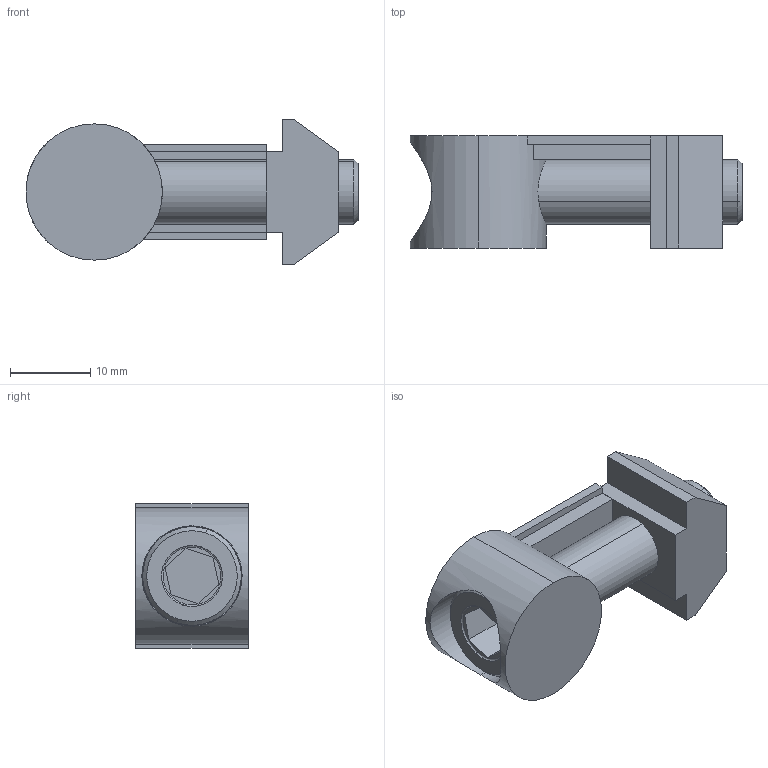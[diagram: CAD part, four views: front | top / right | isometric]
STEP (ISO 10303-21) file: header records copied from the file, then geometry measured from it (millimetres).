
FILE_DESCRIPTION (( 'STEP AP214' ), '1' );
FILE_NAME ('SNSD.30.50.19 Òîðöåâîé ñîåäèíèòåëü 45, ïàç10(B75).STEP', '2014-11-19T09:56:53', ( 'XTreme.ws' ), ( 'XTreme.ws' ), 'SwSTEP 2.0', 'SolidWorks 2014', '' );
FILE_SCHEMA (( 'AUTOMOTIVE_DESIGN' ));
Length unit declared in the file: millimetre
Products named in the file (4): SNSD.30.50.46 栥矐蹞(B75)_01; SNSD.30.50.19 Òîðöåâîé ñîåäèíèòåëü 45, ïàç10(B75); SNSD.30.50.44 Âñòàâêà(B75), ïàç10_00; SNSD.30.50.45 Áîëò(Â75)_00
Assembly tree (3 placements, depth 2):
  SNSD.30.50.19 Òîðöåâîé ñîåäèíèòåëü 45, ïàç10(B75)
    SNSD.30.50.45 Áîëò(Â75)_00
    SNSD.30.50.44 Âñòàâêà(B75), ïàç10_00
    SNSD.30.50.46 栥矐蹞(B75)_01
Bounding box: 41.4 x 14 x 18 mm (x, y, z)
Volume: 5726.5 mm3; surface area: 4443.6 mm2
Topology: 3 solids, 3 shells, 59 faces, 138 edges, 88 vertices
Faces by surface type: plane 34, cylinder 13, cone 8, torus 4
Entity records: 2035 total; most frequent: CARTESIAN_POINT 452, DIRECTION 306, ORIENTED_EDGE 276, EDGE_CURVE 138, AXIS2_PLACEMENT_3D 109, LINE 88, VECTOR 88, VERTEX_POINT 88
